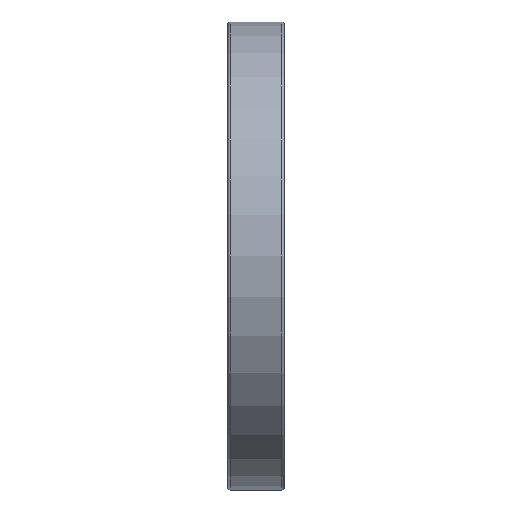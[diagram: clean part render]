
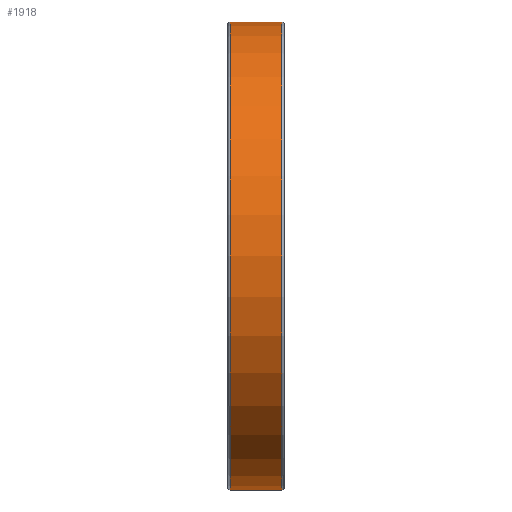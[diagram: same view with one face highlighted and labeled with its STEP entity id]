
A CAD part, front view. The second image highlights one B-rep face of the part: STEP entity #1918.
In plain terms, the highlighted cylindrical face has radius 29 mm (diameter 58 mm), a full revolution.
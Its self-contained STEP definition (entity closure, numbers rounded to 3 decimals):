
#82=LINE('',#3678,#92);
#92=VECTOR('',#2977,29.);
#102=CYLINDRICAL_SURFACE('',#2295,29.);
#280=FACE_OUTER_BOUND('',#430,.T.);
#430=EDGE_LOOP('',(#1718,#1719,#1720,#1721,#1722,#1723,#1724,#1725));
#687=CIRCLE('',#2288,29.);
#688=CIRCLE('',#2289,29.);
#690=CIRCLE('',#2291,29.);
#693=CIRCLE('',#2296,29.);
#694=CIRCLE('',#2297,29.);
#695=CIRCLE('',#2298,29.);
#995=VERTEX_POINT('',#3660);
#996=VERTEX_POINT('',#3661);
#997=VERTEX_POINT('',#3663);
#1000=VERTEX_POINT('',#3673);
#1001=VERTEX_POINT('',#3674);
#1002=VERTEX_POINT('',#3676);
#1244=EDGE_CURVE('',#995,#996,#687,.T.);
#1245=EDGE_CURVE('',#996,#997,#688,.T.);
#1247=EDGE_CURVE('',#997,#995,#690,.T.);
#1250=EDGE_CURVE('',#1000,#1001,#693,.T.);
#1251=EDGE_CURVE('',#1002,#1000,#694,.T.);
#1252=EDGE_CURVE('',#1002,#996,#82,.T.);
#1253=EDGE_CURVE('',#1001,#1002,#695,.T.);
#1718=ORIENTED_EDGE('',*,*,#1250,.F.);
#1719=ORIENTED_EDGE('',*,*,#1251,.F.);
#1720=ORIENTED_EDGE('',*,*,#1252,.T.);
#1721=ORIENTED_EDGE('',*,*,#1244,.F.);
#1722=ORIENTED_EDGE('',*,*,#1247,.F.);
#1723=ORIENTED_EDGE('',*,*,#1245,.F.);
#1724=ORIENTED_EDGE('',*,*,#1252,.F.);
#1725=ORIENTED_EDGE('',*,*,#1253,.F.);
#1918=ADVANCED_FACE('',(#280),#102,.T.);
#2288=AXIS2_PLACEMENT_3D('',#3662,#2957,#2958);
#2289=AXIS2_PLACEMENT_3D('',#3664,#2959,#2960);
#2291=AXIS2_PLACEMENT_3D('',#3666,#2963,#2964);
#2295=AXIS2_PLACEMENT_3D('',#3672,#2971,#2972);
#2296=AXIS2_PLACEMENT_3D('',#3675,#2973,#2974);
#2297=AXIS2_PLACEMENT_3D('',#3677,#2975,#2976);
#2298=AXIS2_PLACEMENT_3D('',#3679,#2978,#2979);
#2957=DIRECTION('center_axis',(-1.,0.,0.));
#2958=DIRECTION('ref_axis',(0.,-1.,0.));
#2959=DIRECTION('center_axis',(-1.,0.,0.));
#2960=DIRECTION('ref_axis',(0.,-1.,0.));
#2963=DIRECTION('center_axis',(-1.,0.,0.));
#2964=DIRECTION('ref_axis',(0.,-1.,0.));
#2971=DIRECTION('center_axis',(1.,0.,0.));
#2972=DIRECTION('ref_axis',(0.,1.,0.));
#2973=DIRECTION('center_axis',(1.,0.,0.));
#2974=DIRECTION('ref_axis',(0.,-1.,0.));
#2975=DIRECTION('center_axis',(1.,0.,0.));
#2976=DIRECTION('ref_axis',(0.,-1.,0.));
#2977=DIRECTION('',(-1.,0.,0.));
#2978=DIRECTION('center_axis',(1.,0.,0.));
#2979=DIRECTION('ref_axis',(0.,-1.,0.));
#3660=CARTESIAN_POINT('',(0.3,29.,0.));
#3661=CARTESIAN_POINT('',(0.3,-29.,0.));
#3662=CARTESIAN_POINT('Origin',(0.3,0.,0.));
#3663=CARTESIAN_POINT('',(0.3,0.,29.));
#3664=CARTESIAN_POINT('Origin',(0.3,0.,0.));
#3666=CARTESIAN_POINT('Origin',(0.3,0.,0.));
#3672=CARTESIAN_POINT('Origin',(4.667,0.,0.));
#3673=CARTESIAN_POINT('',(6.7,29.,0.));
#3674=CARTESIAN_POINT('',(6.7,0.,29.));
#3675=CARTESIAN_POINT('Origin',(6.7,0.,0.));
#3676=CARTESIAN_POINT('',(6.7,-29.,0.));
#3677=CARTESIAN_POINT('Origin',(6.7,0.,0.));
#3678=CARTESIAN_POINT('',(4.667,-29.,0.));
#3679=CARTESIAN_POINT('Origin',(6.7,0.,0.));
